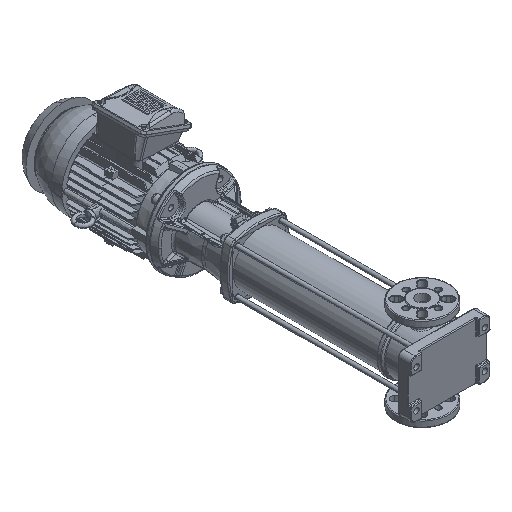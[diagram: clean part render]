
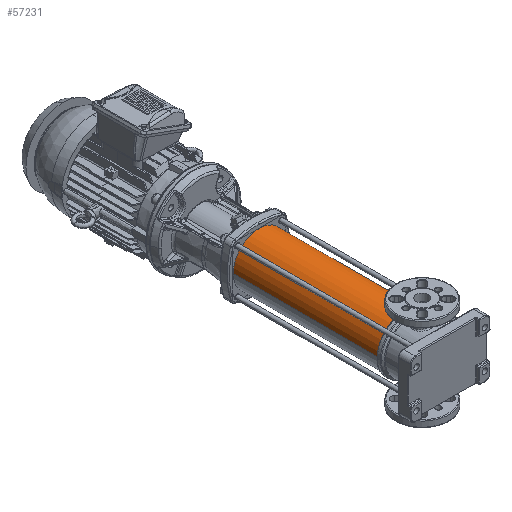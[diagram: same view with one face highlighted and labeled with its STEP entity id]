
A CAD part, isometric view. The second image highlights one B-rep face of the part: STEP entity #57231.
In plain terms, the highlighted cylindrical face has radius 68.75 mm (diameter 137.5 mm), a partial arc.
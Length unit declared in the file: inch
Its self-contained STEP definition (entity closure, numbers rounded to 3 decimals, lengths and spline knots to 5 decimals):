
#15464 = DIRECTION ( 'NONE',  ( 0., -1., 0. ) ) ;
#23141 = CARTESIAN_POINT ( 'NONE',  ( 0., 1.85827, 2.70669 ) ) ;
#27621 = DIRECTION ( 'NONE',  ( 0., 0., -1. ) ) ;
#28412 = CIRCLE ( 'NONE', #144860, 2.70669 ) ;
#33513 = CARTESIAN_POINT ( 'NONE',  ( 0., 1.54331, 0. ) ) ;
#41744 = CARTESIAN_POINT ( 'NONE',  ( 0., 16.94882, -2.70669 ) ) ;
#44943 = FACE_OUTER_BOUND ( 'NONE', #86401, .T. ) ;
#55039 = CIRCLE ( 'NONE', #76901, 2.70669 ) ;
#55367 = DIRECTION ( 'NONE',  ( 0., 0., 1. ) ) ;
#57231 = ADVANCED_FACE ( 'NONE', ( #44943 ), #135300, .T. ) ;
#60354 = CARTESIAN_POINT ( 'NONE',  ( 0., 16.94882, 0. ) ) ;
#63790 = VECTOR ( 'NONE', #113385, 39.37008 ) ;
#65228 = VERTEX_POINT ( 'NONE', #23141 ) ;
#65428 = EDGE_CURVE ( 'NONE', #83801, #122393, #55039, .T. ) ;
#66739 = CARTESIAN_POINT ( 'NONE',  ( 0., 1.85827, 0. ) ) ;
#71191 = ORIENTED_EDGE ( 'NONE', *, *, #101071, .T. ) ;
#76186 = CARTESIAN_POINT ( 'NONE',  ( 0., 1.85827, -2.70669 ) ) ;
#76901 = AXIS2_PLACEMENT_3D ( 'NONE', #60354, #15464, #27621 ) ;
#80582 = ORIENTED_EDGE ( 'NONE', *, *, #65428, .T. ) ;
#83801 = VERTEX_POINT ( 'NONE', #149652 ) ;
#85313 = CARTESIAN_POINT ( 'NONE',  ( 0., 1.54331, -2.70669 ) ) ;
#86401 = EDGE_LOOP ( 'NONE', ( #92313, #126555, #71191, #80582 ) ) ;
#90606 = CARTESIAN_POINT ( 'NONE',  ( 0., 1.54331, 2.70669 ) ) ;
#91237 = DIRECTION ( 'NONE',  ( 0., 1., 0. ) ) ;
#92313 = ORIENTED_EDGE ( 'NONE', *, *, #93712, .F. ) ;
#93712 = EDGE_CURVE ( 'NONE', #99394, #122393, #120972, .T. ) ;
#94820 = VECTOR ( 'NONE', #97439, 39.37008 ) ;
#97439 = DIRECTION ( 'NONE',  ( 0., 1., 0. ) ) ;
#99394 = VERTEX_POINT ( 'NONE', #76186 ) ;
#101071 = EDGE_CURVE ( 'NONE', #65228, #83801, #124034, .T. ) ;
#109089 = AXIS2_PLACEMENT_3D ( 'NONE', #33513, #91237, #138290 ) ;
#113385 = DIRECTION ( 'NONE',  ( 0., 1., 0. ) ) ;
#120972 = LINE ( 'NONE', #85313, #94820 ) ;
#121447 = DIRECTION ( 'NONE',  ( 0., 1., 0. ) ) ;
#122393 = VERTEX_POINT ( 'NONE', #41744 ) ;
#124034 = LINE ( 'NONE', #90606, #63790 ) ;
#126555 = ORIENTED_EDGE ( 'NONE', *, *, #140852, .T. ) ;
#135300 = CYLINDRICAL_SURFACE ( 'NONE', #109089, 2.70669 ) ;
#138290 = DIRECTION ( 'NONE',  ( 0., 0., 1. ) ) ;
#140852 = EDGE_CURVE ( 'NONE', #99394, #65228, #28412, .T. ) ;
#144860 = AXIS2_PLACEMENT_3D ( 'NONE', #66739, #121447, #55367 ) ;
#149652 = CARTESIAN_POINT ( 'NONE',  ( 0., 16.94882, 2.70669 ) ) ;
